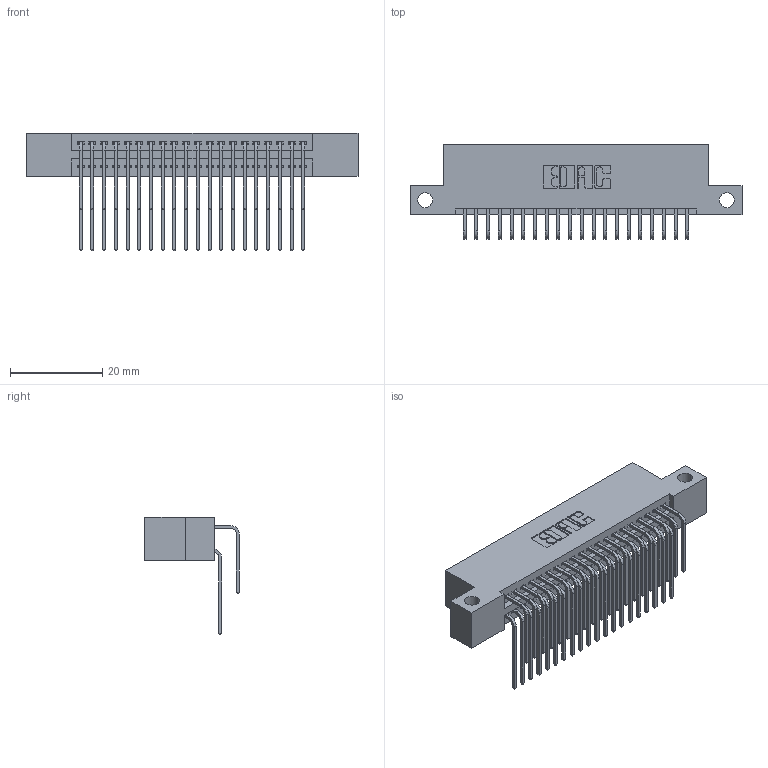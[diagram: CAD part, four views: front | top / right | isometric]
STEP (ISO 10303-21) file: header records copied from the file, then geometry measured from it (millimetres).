
FILE_DESCRIPTION (( 'STEP AP203' ), '1' );
FILE_NAME ('395-040-559-212.STEP', '2019-10-18T06:10:45', ( '' ), ( '' ), 'SwSTEP 2.0', 'SolidWorks 2016', '' );
FILE_SCHEMA (( 'CONFIG_CONTROL_DESIGN' ));
Length unit declared in the file: inch
Products named in the file (4): 345 Part_Flush Mounting Lugs - Side Mount; 345-292-001_558 559 Tail - 1; 345-292-001_559 Tail - 2; 395-040-559-212
Assembly tree (41 placements, depth 2):
  395-040-559-212
    345 Part_Flush Mounting Lugs - Side Mount
    345-292-001_558 559 Tail - 1  x20
    345-292-001_559 Tail - 2  x20
Bounding box: 72.01 x 20.56 x 25.53 mm (x, y, z)
Volume: 6934.3 mm3; surface area: 10773.3 mm2
Topology: 41 solids, 41 shells, 2206 faces, 6541 edges, 4306 vertices
Faces by surface type: plane 1480, cylinder 726
Entity records: 20309 total; most frequent: CARTESIAN_POINT 3471, ORIENTED_EDGE 3354, DIRECTION 3061, EDGE_CURVE 1677, VECTOR 1425, LINE 1425, VERTEX_POINT 1114, AXIS2_PLACEMENT_3D 818
